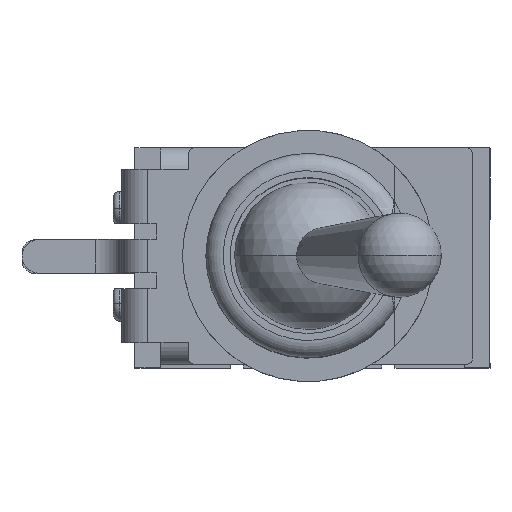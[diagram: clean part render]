
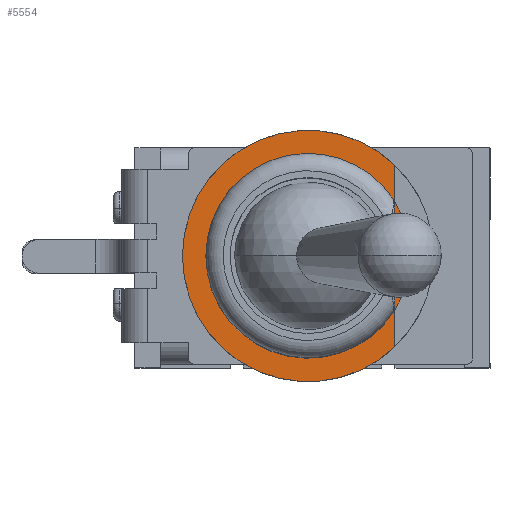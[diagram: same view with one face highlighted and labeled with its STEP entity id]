
A CAD part, top view. The second image highlights one B-rep face of the part: STEP entity #5554.
In plain terms, the highlighted planar face has unit normal (0, 0, 1).
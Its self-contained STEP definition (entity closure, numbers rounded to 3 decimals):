
#140 = ORIENTED_EDGE ( 'NONE', *, *, #11354, .T. ) ;
#357 = EDGE_CURVE ( 'NONE', #5159, #5600, #11170, .T. ) ;
#586 = DIRECTION ( 'NONE',  ( 1., 0., 0. ) ) ;
#642 = DIRECTION ( 'NONE',  ( 0., 1., 0. ) ) ;
#650 = ORIENTED_EDGE ( 'NONE', *, *, #8373, .T. ) ;
#680 = CARTESIAN_POINT ( 'NONE',  ( 1.984, 3.778, 0.5 ) ) ;
#832 = DIRECTION ( 'NONE',  ( 1., 0., 0. ) ) ;
#835 = ORIENTED_EDGE ( 'NONE', *, *, #13550, .T. ) ;
#1135 = AXIS2_PLACEMENT_3D ( 'NONE', #8375, #2047, #9437 ) ;
#1311 = EDGE_LOOP ( 'NONE', ( #10599, #650, #835, #13307, #5506 ) ) ;
#1816 = CARTESIAN_POINT ( 'NONE',  ( 2., 3.724, 0.5 ) ) ;
#2047 = DIRECTION ( 'NONE',  ( 0., 0., 1. ) ) ;
#2503 = DIRECTION ( 'NONE',  ( 0., 0., 1. ) ) ;
#2705 = CARTESIAN_POINT ( 'NONE',  ( 2., 2.5, 0.5 ) ) ;
#2804 = EDGE_CURVE ( 'NONE', #7711, #10030, #5218, .T. ) ;
#2948 = VERTEX_POINT ( 'NONE', #680 ) ;
#3468 = VERTEX_POINT ( 'NONE', #1816 ) ;
#3481 = CIRCLE ( 'NONE', #5913, 2.9 ) ;
#3495 = AXIS2_PLACEMENT_3D ( 'NONE', #8852, #2503, #9919 ) ;
#3659 = CARTESIAN_POINT ( 'NONE',  ( 0., 2.5, 0.5 ) ) ;
#3742 = CARTESIAN_POINT ( 'NONE',  ( 2., 2.5, 0.5 ) ) ;
#3761 = LINE ( 'NONE', #2705, #11896 ) ;
#3950 = CARTESIAN_POINT ( 'NONE',  ( 2., 0.4, 0.5 ) ) ;
#4132 = CARTESIAN_POINT ( 'NONE',  ( 1.984, 1.222, 0.5 ) ) ;
#4230 = ORIENTED_EDGE ( 'NONE', *, *, #11129, .T. ) ;
#4284 = EDGE_CURVE ( 'NONE', #2948, #7711, #12970, .T. ) ;
#4386 = VERTEX_POINT ( 'NONE', #6348 ) ;
#4493 = CIRCLE ( 'NONE', #13288, 0.1 ) ;
#4622 = EDGE_CURVE ( 'NONE', #2948, #3468, #11783, .T. ) ;
#4729 = CARTESIAN_POINT ( 'NONE',  ( 0., 0., 0.5 ) ) ;
#4735 = DIRECTION ( 'NONE',  ( 1., 0., 0. ) ) ;
#5123 = DIRECTION ( 'NONE',  ( 0., 0., 1. ) ) ;
#5159 = VERTEX_POINT ( 'NONE', #3950 ) ;
#5209 = CARTESIAN_POINT ( 'NONE',  ( 2., 3.753, 0.5 ) ) ;
#5218 = CIRCLE ( 'NONE', #8785, 2.36 ) ;
#5506 = ORIENTED_EDGE ( 'NONE', *, *, #4284, .F. ) ;
#5554 = ADVANCED_FACE ( 'NONE', ( #12265, #12614 ), #5869, .T. ) ;
#5600 = VERTEX_POINT ( 'NONE', #8025 ) ;
#5653 = CARTESIAN_POINT ( 'NONE',  ( 2., 2.5, 0.5 ) ) ;
#5869 = PLANE ( 'NONE',  #9955 ) ;
#5912 = DIRECTION ( 'NONE',  ( 0., 0., -1. ) ) ;
#5913 = AXIS2_PLACEMENT_3D ( 'NONE', #6075, #13471, #7104 ) ;
#6075 = CARTESIAN_POINT ( 'NONE',  ( 0., 2.5, 0.5 ) ) ;
#6289 = VERTEX_POINT ( 'NONE', #11670 ) ;
#6348 = CARTESIAN_POINT ( 'NONE',  ( 2., 1.276, 0.5 ) ) ;
#6723 = CIRCLE ( 'NONE', #1135, 2.9 ) ;
#6904 = EDGE_CURVE ( 'NONE', #11200, #6289, #3761, .T. ) ;
#6909 = DIRECTION ( 'NONE',  ( 0., 0., 1. ) ) ;
#7059 = CARTESIAN_POINT ( 'NONE',  ( -2.36, 2.5, 0.5 ) ) ;
#7104 = DIRECTION ( 'NONE',  ( 1., 0., 0. ) ) ;
#7154 = DIRECTION ( 'NONE',  ( 0., 0., -1. ) ) ;
#7711 = VERTEX_POINT ( 'NONE', #7059 ) ;
#7861 = ORIENTED_EDGE ( 'NONE', *, *, #6904, .T. ) ;
#8025 = CARTESIAN_POINT ( 'NONE',  ( 2., 1.247, 0.5 ) ) ;
#8188 = AXIS2_PLACEMENT_3D ( 'NONE', #11469, #5123, #12547 ) ;
#8359 = VECTOR ( 'NONE', #11976, 1000. ) ;
#8373 = EDGE_CURVE ( 'NONE', #3468, #4386, #10193, .T. ) ;
#8375 = CARTESIAN_POINT ( 'NONE',  ( 0., 2.5, 0.5 ) ) ;
#8730 = ORIENTED_EDGE ( 'NONE', *, *, #357, .T. ) ;
#8744 = ORIENTED_EDGE ( 'NONE', *, *, #8933, .T. ) ;
#8785 = AXIS2_PLACEMENT_3D ( 'NONE', #3659, #11090, #4735 ) ;
#8852 = CARTESIAN_POINT ( 'NONE',  ( 0., 2.5, 0.5 ) ) ;
#8933 = EDGE_CURVE ( 'NONE', #10483, #5159, #6723, .T. ) ;
#8944 = CIRCLE ( 'NONE', #3495, 2.36 ) ;
#9212 = VECTOR ( 'NONE', #12230, 1000. ) ;
#9343 = AXIS2_PLACEMENT_3D ( 'NONE', #12234, #5912, #13317 ) ;
#9437 = DIRECTION ( 'NONE',  ( 1., 0., 0. ) ) ;
#9919 = DIRECTION ( 'NONE',  ( 1., 0., 0. ) ) ;
#9955 = AXIS2_PLACEMENT_3D ( 'NONE', #4729, #6909, #586 ) ;
#10030 = VERTEX_POINT ( 'NONE', #4132 ) ;
#10193 = LINE ( 'NONE', #3742, #9212 ) ;
#10483 = VERTEX_POINT ( 'NONE', #11108 ) ;
#10599 = ORIENTED_EDGE ( 'NONE', *, *, #4622, .T. ) ;
#11054 = EDGE_LOOP ( 'NONE', ( #140, #7861, #4230, #8744, #8730 ) ) ;
#11090 = DIRECTION ( 'NONE',  ( 0., 0., 1. ) ) ;
#11108 = CARTESIAN_POINT ( 'NONE',  ( -2.9, 2.5, 0.5 ) ) ;
#11129 = EDGE_CURVE ( 'NONE', #6289, #10483, #3481, .T. ) ;
#11170 = LINE ( 'NONE', #5653, #8359 ) ;
#11200 = VERTEX_POINT ( 'NONE', #5209 ) ;
#11354 = EDGE_CURVE ( 'NONE', #5600, #11200, #8944, .T. ) ;
#11469 = CARTESIAN_POINT ( 'NONE',  ( 0., 2.5, 0.5 ) ) ;
#11670 = CARTESIAN_POINT ( 'NONE',  ( 2., 4.6, 0.5 ) ) ;
#11783 = CIRCLE ( 'NONE', #9343, 0.1 ) ;
#11896 = VECTOR ( 'NONE', #642, 1000. ) ;
#11976 = DIRECTION ( 'NONE',  ( 0., 1., 0. ) ) ;
#12230 = DIRECTION ( 'NONE',  ( 0., -1., 0. ) ) ;
#12234 = CARTESIAN_POINT ( 'NONE',  ( 1.9, 3.724, 0.5 ) ) ;
#12265 = FACE_OUTER_BOUND ( 'NONE', #11054, .T. ) ;
#12547 = DIRECTION ( 'NONE',  ( 1., 0., 0. ) ) ;
#12614 = FACE_BOUND ( 'NONE', #1311, .T. ) ;
#12970 = CIRCLE ( 'NONE', #8188, 2.36 ) ;
#13288 = AXIS2_PLACEMENT_3D ( 'NONE', #13517, #7154, #832 ) ;
#13307 = ORIENTED_EDGE ( 'NONE', *, *, #2804, .F. ) ;
#13317 = DIRECTION ( 'NONE',  ( 1., 0., 0. ) ) ;
#13471 = DIRECTION ( 'NONE',  ( 0., 0., 1. ) ) ;
#13517 = CARTESIAN_POINT ( 'NONE',  ( 1.9, 1.276, 0.5 ) ) ;
#13550 = EDGE_CURVE ( 'NONE', #4386, #10030, #4493, .T. ) ;
